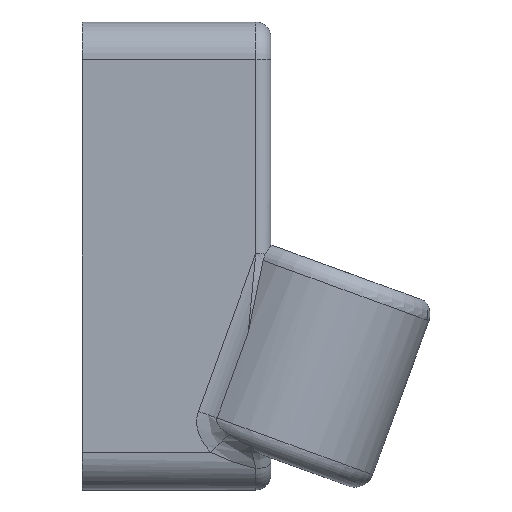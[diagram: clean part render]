
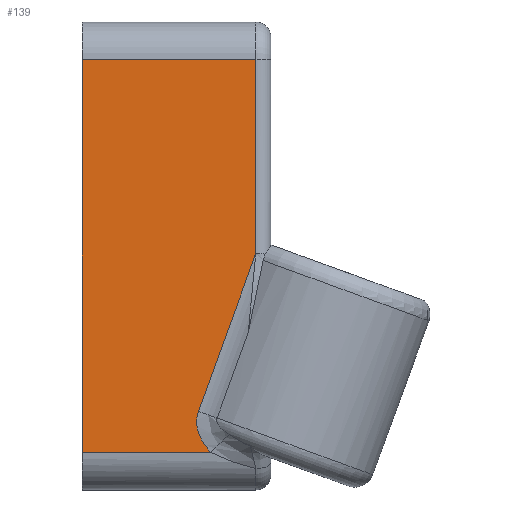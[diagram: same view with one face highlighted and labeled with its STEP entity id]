
A CAD part, front view. The second image highlights one B-rep face of the part: STEP entity #139.
In plain terms, the highlighted planar face has unit normal (0, -1, 0).
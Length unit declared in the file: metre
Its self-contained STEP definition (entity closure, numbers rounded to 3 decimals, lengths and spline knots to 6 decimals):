
#139 = ADVANCED_FACE( '', ( #283 ), #284, .F. );
#283 = FACE_OUTER_BOUND( '', #925, .T. );
#284 = PLANE( '', #926 );
#925 = EDGE_LOOP( '', ( #1454, #1455, #1456, #1457, #1458, #1459 ) );
#926 = AXIS2_PLACEMENT_3D( '', #1460, #1461, #1462 );
#1454 = ORIENTED_EDGE( '', *, *, #1595, .T. );
#1455 = ORIENTED_EDGE( '', *, *, #1672, .T. );
#1456 = ORIENTED_EDGE( '', *, *, #1682, .F. );
#1457 = ORIENTED_EDGE( '', *, *, #1656, .F. );
#1458 = ORIENTED_EDGE( '', *, *, #1687, .T. );
#1459 = ORIENTED_EDGE( '', *, *, #1688, .T. );
#1460 = CARTESIAN_POINT( '', ( -0.0115, -0.0115, -0.031 ) );
#1461 = DIRECTION( '', ( 0., 1., 0. ) );
#1462 = DIRECTION( '', ( 0.342, 0., 0.94 ) );
#1595 = EDGE_CURVE( '', #1796, #1794, #1797, .F. );
#1656 = EDGE_CURVE( '', #1881, #1883, #1884, .T. );
#1672 = EDGE_CURVE( '', #1794, #1810, #1901, .T. );
#1682 = EDGE_CURVE( '', #1883, #1810, #1914, .T. );
#1687 = EDGE_CURVE( '', #1881, #1825, #1919, .T. );
#1688 = EDGE_CURVE( '', #1825, #1796, #1920, .T. );
#1794 = VERTEX_POINT( '', #2154 );
#1796 = VERTEX_POINT( '', #2156 );
#1797 = LINE( '', #2157, #2158 );
#1810 = VERTEX_POINT( '', #2175 );
#1825 = VERTEX_POINT( '', #2194 );
#1881 = VERTEX_POINT( '', #2490 );
#1883 = VERTEX_POINT( '', #2492 );
#1884 = LINE( '', #2493, #2494 );
#1901 = LINE( '', #2556, #2557 );
#1914 = LINE( '', #2601, #2602 );
#1919 = LINE( '', #2607, #2608 );
#1920 = B_SPLINE_CURVE_WITH_KNOTS( '', 3, ( #2609, #2610, #2611, #2612, #2613, #2614, #2615, #2616, #2617, #2618, #2619, #2620, #2621, #2622, #2623, #2624, #2625, #2626, #2627, #2628, #2629, #2630, #2631, #2632, #2633, #2634, #2635, #2636, #2637, #2638, #2639, #2640, #2641, #2642, #2643, #2644, #2645, #2646, #2647, #2648, #2649, #2650, #2651 ), .UNSPECIFIED., .F., .F., ( 4, 2, 2, 2, 1, 1, 1, 1, 1, 2, 2, 1, 2, 2, 2, 2, 2, 2, 1, 2, 2, 1, 1, 2, 2, 4 ), ( 0.020147, 0.02052, 0.020706, 0.020753, 0.0208, 0.020893, 0.021266, 0.021639, 0.022013, 0.022386, 0.022759, 0.022852, 0.022899, 0.022946, 0.023132, 0.023505, 0.023879, 0.024252, 0.024438, 0.024485, 0.024532, 0.024625, 0.024998, 0.025371, 0.025745, 0.026118 ), .UNSPECIFIED. );
#2154 = CARTESIAN_POINT( '', ( 0.0115, -0.0115, -0.030722 ) );
#2156 = CARTESIAN_POINT( '', ( 0.003912, -0.0115, -0.051571 ) );
#2157 = CARTESIAN_POINT( '', ( 0.00872, -0.0115, -0.03836 ) );
#2158 = VECTOR( '', #2759, 1. );
#2175 = CARTESIAN_POINT( '', ( 0.0115, -0.0115, -0.005 ) );
#2194 = CARTESIAN_POINT( '', ( 0.005519, -0.0115, -0.057 ) );
#2490 = CARTESIAN_POINT( '', ( -0.0115, -0.0115, -0.057 ) );
#2492 = CARTESIAN_POINT( '', ( -0.0115, -0.0115, -0.005 ) );
#2493 = CARTESIAN_POINT( '', ( -0.0115, -0.0115, -0.031 ) );
#2494 = VECTOR( '', #2826, 1. );
#2556 = CARTESIAN_POINT( '', ( 0.0115, -0.0115, -0.005 ) );
#2557 = VECTOR( '', #2850, 1. );
#2601 = CARTESIAN_POINT( '', ( -0.0115, -0.0115, -0.005 ) );
#2602 = VECTOR( '', #2858, 1. );
#2607 = CARTESIAN_POINT( '', ( -0.0115, -0.0115, -0.057 ) );
#2608 = VECTOR( '', #2862, 1. );
#2609 = CARTESIAN_POINT( '', ( 0.005519, -0.0115, -0.057 ) );
#2610 = CARTESIAN_POINT( '', ( 0.005434, -0.0115, -0.05691 ) );
#2611 = CARTESIAN_POINT( '', ( 0.00535, -0.0115, -0.056818 ) );
#2612 = CARTESIAN_POINT( '', ( 0.005227, -0.0115, -0.056677 ) );
#2613 = CARTESIAN_POINT( '', ( 0.005187, -0.0115, -0.056629 ) );
#2614 = CARTESIAN_POINT( '', ( 0.005137, -0.0115, -0.056569 ) );
#2615 = CARTESIAN_POINT( '', ( 0.005127, -0.0115, -0.056557 ) );
#2616 = CARTESIAN_POINT( '', ( 0.005107, -0.0115, -0.056533 ) );
#2617 = CARTESIAN_POINT( '', ( 0.005077, -0.0115, -0.056497 ) );
#2618 = CARTESIAN_POINT( '', ( 0.00497, -0.0115, -0.056363 ) );
#2619 = CARTESIAN_POINT( '', ( 0.004801, -0.0115, -0.05614 ) );
#2620 = CARTESIAN_POINT( '', ( 0.004591, -0.0115, -0.055833 ) );
#2621 = CARTESIAN_POINT( '', ( 0.004398, -0.0115, -0.055516 ) );
#2622 = CARTESIAN_POINT( '', ( 0.004282, -0.0115, -0.055298 ) );
#2623 = CARTESIAN_POINT( '', ( 0.004171, -0.0115, -0.055076 ) );
#2624 = CARTESIAN_POINT( '', ( 0.00412, -0.0115, -0.054963 ) );
#2625 = CARTESIAN_POINT( '', ( 0.004059, -0.0115, -0.054819 ) );
#2626 = CARTESIAN_POINT( '', ( 0.004041, -0.0115, -0.054775 ) );
#2627 = CARTESIAN_POINT( '', ( 0.004024, -0.0115, -0.054731 ) );
#2628 = CARTESIAN_POINT( '', ( 0.004012, -0.0115, -0.054702 ) );
#2629 = CARTESIAN_POINT( '', ( 0.004007, -0.0115, -0.054688 ) );
#2630 = CARTESIAN_POINT( '', ( 0.003979, -0.0115, -0.054614 ) );
#2631 = CARTESIAN_POINT( '', ( 0.003958, -0.0115, -0.054556 ) );
#2632 = CARTESIAN_POINT( '', ( 0.003897, -0.0115, -0.054378 ) );
#2633 = CARTESIAN_POINT( '', ( 0.003861, -0.0115, -0.054259 ) );
#2634 = CARTESIAN_POINT( '', ( 0.003797, -0.0115, -0.054019 ) );
#2635 = CARTESIAN_POINT( '', ( 0.00377, -0.0115, -0.053899 ) );
#2636 = CARTESIAN_POINT( '', ( 0.003725, -0.0115, -0.053655 ) );
#2637 = CARTESIAN_POINT( '', ( 0.003707, -0.0115, -0.053532 ) );
#2638 = CARTESIAN_POINT( '', ( 0.003688, -0.0115, -0.053345 ) );
#2639 = CARTESIAN_POINT( '', ( 0.003681, -0.0115, -0.053268 ) );
#2640 = CARTESIAN_POINT( '', ( 0.003677, -0.0115, -0.053189 ) );
#2641 = CARTESIAN_POINT( '', ( 0.003675, -0.0115, -0.053158 ) );
#2642 = CARTESIAN_POINT( '', ( 0.003675, -0.0115, -0.053142 ) );
#2643 = CARTESIAN_POINT( '', ( 0.003673, -0.0115, -0.053095 ) );
#2644 = CARTESIAN_POINT( '', ( 0.003668, -0.0115, -0.052938 ) );
#2645 = CARTESIAN_POINT( '', ( 0.003676, -0.0115, -0.052659 ) );
#2646 = CARTESIAN_POINT( '', ( 0.003704, -0.0115, -0.052413 ) );
#2647 = CARTESIAN_POINT( '', ( 0.003744, -0.0115, -0.052169 ) );
#2648 = CARTESIAN_POINT( '', ( 0.003769, -0.0115, -0.052048 ) );
#2649 = CARTESIAN_POINT( '', ( 0.003832, -0.0115, -0.051808 ) );
#2650 = CARTESIAN_POINT( '', ( 0.003869, -0.0115, -0.051689 ) );
#2651 = CARTESIAN_POINT( '', ( 0.003912, -0.0115, -0.051571 ) );
#2759 = DIRECTION( '', ( -0.342, 0., -0.94 ) );
#2826 = DIRECTION( '', ( 0., 0., 1. ) );
#2850 = DIRECTION( '', ( 0., 0., 1. ) );
#2858 = DIRECTION( '', ( 1., 0., 0. ) );
#2862 = DIRECTION( '', ( 1., 0., 0. ) );
